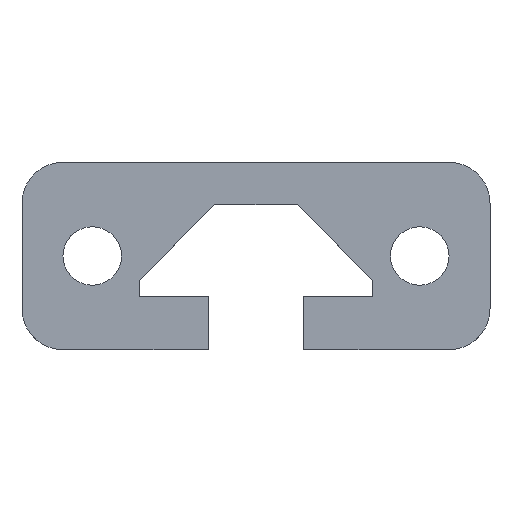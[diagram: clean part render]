
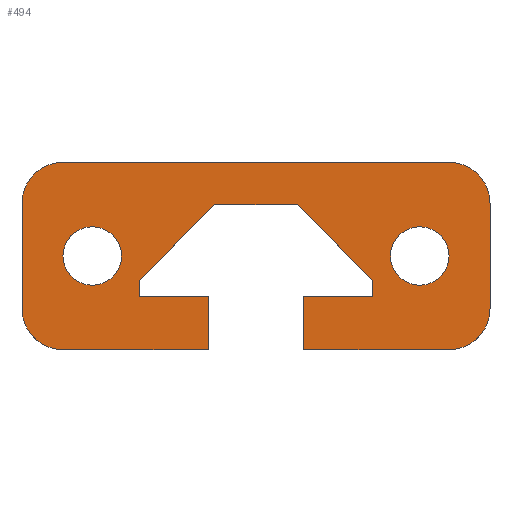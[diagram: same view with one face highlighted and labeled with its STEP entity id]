
A CAD part, top view. The second image highlights one B-rep face of the part: STEP entity #494.
In plain terms, the highlighted planar face has unit normal (0, 0, 1).
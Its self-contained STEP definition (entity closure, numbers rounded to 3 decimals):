
#49=CARTESIAN_POINT('',(-20.0,4.5,0.5));
#50=VERTEX_POINT('',#49);
#51=CARTESIAN_POINT('',(-16.5,8.,0.5));
#52=VERTEX_POINT('',#51);
#53=CARTESIAN_POINT('',(-16.5,4.5,0.5));
#54=DIRECTION('',(0.0,0.0,-1.0));
#55=DIRECTION('',(-0.707,0.707,0.0));
#56=AXIS2_PLACEMENT_3D('',#53,#54,#55);
#57=CIRCLE('',#56,3.5);
#58=EDGE_CURVE('',#50,#52,#57,.T.);
#260=CARTESIAN_POINT('',(16.5,8.,0.5));
#261=VERTEX_POINT('',#260);
#262=CARTESIAN_POINT('',(-16.5,8.,0.5));
#263=DIRECTION('',(1.0,0.0,0.0));
#264=VECTOR('',#263,33.0);
#265=LINE('',#262,#264);
#266=EDGE_CURVE('',#52,#261,#265,.T.);
#285=CARTESIAN_POINT('',(20.0,4.5,0.5));
#286=VERTEX_POINT('',#285);
#287=CARTESIAN_POINT('',(16.5,4.5,0.5));
#288=DIRECTION('',(0.0,0.0,-1.));
#289=DIRECTION('',(0.707,0.707,0.0));
#290=AXIS2_PLACEMENT_3D('',#287,#288,#289);
#291=CIRCLE('',#290,3.5);
#292=EDGE_CURVE('',#261,#286,#291,.T.);
#309=CARTESIAN_POINT('',(20.0,-4.5,0.5));
#310=VERTEX_POINT('',#309);
#317=CARTESIAN_POINT('',(16.5,-8.,0.5));
#318=VERTEX_POINT('',#317);
#319=CARTESIAN_POINT('',(16.5,-4.5,0.5));
#320=DIRECTION('',(0.0,0.0,-1.0));
#321=DIRECTION('',(0.707,-0.707,0.0));
#322=AXIS2_PLACEMENT_3D('',#319,#320,#321);
#323=CIRCLE('',#322,3.5);
#324=EDGE_CURVE('',#310,#318,#323,.T.);
#341=CARTESIAN_POINT('',(4.1,-8.,0.5));
#342=VERTEX_POINT('',#341);
#343=CARTESIAN_POINT('',(16.5,-8.,0.5));
#344=DIRECTION('',(-1.0,0.0,0.0));
#345=VECTOR('',#344,12.4);
#346=LINE('',#343,#345);
#347=EDGE_CURVE('',#318,#342,#346,.T.);
#359=CARTESIAN_POINT('',(0.,0.,0.5));
#360=DIRECTION('',(0.0,0.0,1.0));
#361=DIRECTION('',(1.0,0.0,0.0));
#362=AXIS2_PLACEMENT_3D('',#359,#360,#361);
#363=PLANE('',#362);
#364=ORIENTED_EDGE('',*,*,#58,.F.);
#365=CARTESIAN_POINT('',(-20.0,-4.5,0.5));
#366=VERTEX_POINT('',#365);
#367=CARTESIAN_POINT('',(-20.0,-4.5,0.5));
#368=DIRECTION('',(0.0,1.0,0.0));
#369=VECTOR('',#368,9.);
#370=LINE('',#367,#369);
#371=EDGE_CURVE('',#366,#50,#370,.T.);
#372=ORIENTED_EDGE('',*,*,#371,.F.);
#373=CARTESIAN_POINT('',(-16.5,-8.,0.5));
#374=VERTEX_POINT('',#373);
#375=CARTESIAN_POINT('',(-16.5,-4.5,0.5));
#376=DIRECTION('',(0.0,0.0,-1.0));
#377=DIRECTION('',(-0.707,-0.707,0.0));
#378=AXIS2_PLACEMENT_3D('',#375,#376,#377);
#379=CIRCLE('',#378,3.5);
#380=EDGE_CURVE('',#374,#366,#379,.T.);
#381=ORIENTED_EDGE('',*,*,#380,.F.);
#382=CARTESIAN_POINT('',(-4.1,-8.,0.5));
#383=VERTEX_POINT('',#382);
#384=CARTESIAN_POINT('',(-4.1,-8.,0.5));
#385=DIRECTION('',(-1.0,0.0,0.0));
#386=VECTOR('',#385,12.4);
#387=LINE('',#384,#386);
#388=EDGE_CURVE('',#383,#374,#387,.T.);
#389=ORIENTED_EDGE('',*,*,#388,.F.);
#390=CARTESIAN_POINT('',(-4.1,-3.5,0.5));
#391=VERTEX_POINT('',#390);
#392=CARTESIAN_POINT('',(-4.1,-8.,0.5));
#393=DIRECTION('',(0.0,1.0,0.0));
#394=VECTOR('',#393,4.5);
#395=LINE('',#392,#394);
#396=EDGE_CURVE('',#383,#391,#395,.T.);
#397=ORIENTED_EDGE('',*,*,#396,.T.);
#398=CARTESIAN_POINT('',(-10.,-3.5,0.5));
#399=VERTEX_POINT('',#398);
#400=CARTESIAN_POINT('',(-4.1,-3.5,0.5));
#401=DIRECTION('',(-1.0,0.0,0.0));
#402=VECTOR('',#401,5.9);
#403=LINE('',#400,#402);
#404=EDGE_CURVE('',#391,#399,#403,.T.);
#405=ORIENTED_EDGE('',*,*,#404,.T.);
#406=CARTESIAN_POINT('',(-10.,-2.086,0.5));
#407=VERTEX_POINT('',#406);
#408=CARTESIAN_POINT('',(-10.,-3.5,0.5));
#409=DIRECTION('',(0.0,1.0,0.0));
#410=VECTOR('',#409,1.414);
#411=LINE('',#408,#410);
#412=EDGE_CURVE('',#399,#407,#411,.T.);
#413=ORIENTED_EDGE('',*,*,#412,.T.);
#414=CARTESIAN_POINT('',(-3.514,4.4,0.5));
#415=VERTEX_POINT('',#414);
#416=CARTESIAN_POINT('',(-10.,-2.086,0.5));
#417=DIRECTION('',(0.707,0.707,0.0));
#418=VECTOR('',#417,9.173);
#419=LINE('',#416,#418);
#420=EDGE_CURVE('',#407,#415,#419,.T.);
#421=ORIENTED_EDGE('',*,*,#420,.T.);
#422=CARTESIAN_POINT('',(3.514,4.4,0.5));
#423=VERTEX_POINT('',#422);
#424=CARTESIAN_POINT('',(-3.514,4.4,0.5));
#425=DIRECTION('',(1.0,0.0,0.0));
#426=VECTOR('',#425,7.028);
#427=LINE('',#424,#426);
#428=EDGE_CURVE('',#415,#423,#427,.T.);
#429=ORIENTED_EDGE('',*,*,#428,.T.);
#430=CARTESIAN_POINT('',(10.,-2.086,0.5));
#431=VERTEX_POINT('',#430);
#432=CARTESIAN_POINT('',(3.514,4.4,0.5));
#433=DIRECTION('',(0.707,-0.707,0.0));
#434=VECTOR('',#433,9.173);
#435=LINE('',#432,#434);
#436=EDGE_CURVE('',#423,#431,#435,.T.);
#437=ORIENTED_EDGE('',*,*,#436,.T.);
#438=CARTESIAN_POINT('',(10.,-3.5,0.5));
#439=VERTEX_POINT('',#438);
#440=CARTESIAN_POINT('',(10.,-2.086,0.5));
#441=DIRECTION('',(0.0,-1.0,0.0));
#442=VECTOR('',#441,1.414);
#443=LINE('',#440,#442);
#444=EDGE_CURVE('',#431,#439,#443,.T.);
#445=ORIENTED_EDGE('',*,*,#444,.T.);
#446=CARTESIAN_POINT('',(4.1,-3.5,0.5));
#447=VERTEX_POINT('',#446);
#448=CARTESIAN_POINT('',(10.,-3.5,0.5));
#449=DIRECTION('',(-1.0,0.0,0.0));
#450=VECTOR('',#449,5.9);
#451=LINE('',#448,#450);
#452=EDGE_CURVE('',#439,#447,#451,.T.);
#453=ORIENTED_EDGE('',*,*,#452,.T.);
#454=CARTESIAN_POINT('',(4.1,-3.5,0.5));
#455=DIRECTION('',(0.0,-1.0,0.0));
#456=VECTOR('',#455,4.5);
#457=LINE('',#454,#456);
#458=EDGE_CURVE('',#447,#342,#457,.T.);
#459=ORIENTED_EDGE('',*,*,#458,.T.);
#460=ORIENTED_EDGE('',*,*,#347,.F.);
#461=ORIENTED_EDGE('',*,*,#324,.F.);
#462=CARTESIAN_POINT('',(20.0,4.5,0.5));
#463=DIRECTION('',(0.0,-1.0,0.0));
#464=VECTOR('',#463,9.0);
#465=LINE('',#462,#464);
#466=EDGE_CURVE('',#286,#310,#465,.T.);
#467=ORIENTED_EDGE('',*,*,#466,.F.);
#468=ORIENTED_EDGE('',*,*,#292,.F.);
#469=ORIENTED_EDGE('',*,*,#266,.F.);
#470=EDGE_LOOP('',(#364,#372,#381,#389,#397,#405,#413,#421,#429,#437,#445,#453,#459,#460,#461,#467,#468,#469));
#471=FACE_OUTER_BOUND('',#470,.T.);
#472=CARTESIAN_POINT('',(11.5,0.0,0.5));
#473=VERTEX_POINT('',#472);
#474=CARTESIAN_POINT('',(14.0,0.0,0.5));
#475=DIRECTION('',(0.0,0.0,-1.0));
#476=DIRECTION('',(-1.0,0.0,0.0));
#477=AXIS2_PLACEMENT_3D('',#474,#475,#476);
#478=CIRCLE('',#477,2.5);
#479=EDGE_CURVE('',#473,#473,#478,.T.);
#480=ORIENTED_EDGE('',*,*,#479,.T.);
#481=EDGE_LOOP('',(#480));
#482=FACE_BOUND('',#481,.T.);
#483=CARTESIAN_POINT('',(-11.5,0.0,0.5));
#484=VERTEX_POINT('',#483);
#485=CARTESIAN_POINT('',(-14.0,0.0,0.5));
#486=DIRECTION('',(0.0,0.0,-1.0));
#487=DIRECTION('',(1.0,0.0,0.0));
#488=AXIS2_PLACEMENT_3D('',#485,#486,#487);
#489=CIRCLE('',#488,2.5);
#490=EDGE_CURVE('',#484,#484,#489,.T.);
#491=ORIENTED_EDGE('',*,*,#490,.T.);
#492=EDGE_LOOP('',(#491));
#493=FACE_BOUND('',#492,.T.);
#494=ADVANCED_FACE('',(#471,#482,#493),#363,.T.);
